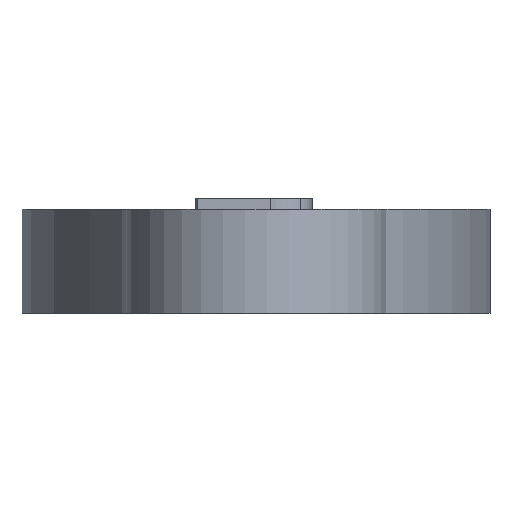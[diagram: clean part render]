
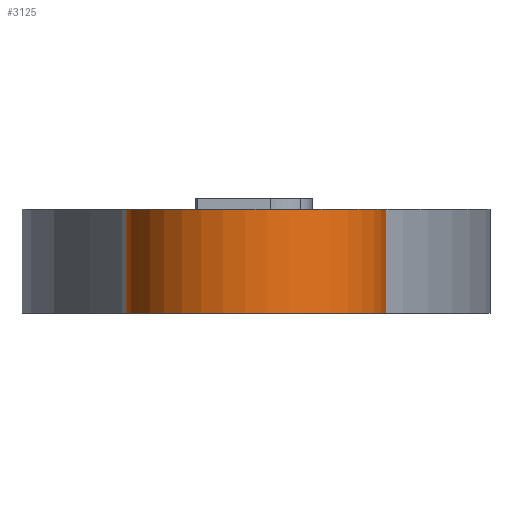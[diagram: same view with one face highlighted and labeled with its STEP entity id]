
A CAD part, left-side view. The second image highlights one B-rep face of the part: STEP entity #3125.
In plain terms, the highlighted cylindrical face has radius 12.5 mm (diameter 25 mm), a partial arc.
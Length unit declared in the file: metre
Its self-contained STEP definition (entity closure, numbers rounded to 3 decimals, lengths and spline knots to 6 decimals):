
#14=CYLINDRICAL_SURFACE('',#3333,0.0125);
#143=CIRCLE('',#3326,0.0125);
#145=CIRCLE('',#3330,0.0125);
#523=ORIENTED_EDGE('',*,*,#1489,.T.);
#524=ORIENTED_EDGE('',*,*,#1488,.F.);
#525=ORIENTED_EDGE('',*,*,#1483,.F.);
#526=ORIENTED_EDGE('',*,*,#1487,.T.);
#1483=EDGE_CURVE('',#1972,#1971,#143,.T.);
#1487=EDGE_CURVE('',#1972,#1976,#2199,.T.);
#1488=EDGE_CURVE('',#1971,#1975,#2200,.T.);
#1489=EDGE_CURVE('',#1976,#1975,#145,.T.);
#1971=VERTEX_POINT('',#4393);
#1972=VERTEX_POINT('',#4394);
#1975=VERTEX_POINT('',#4474);
#1976=VERTEX_POINT('',#4475);
#2199=LINE('',#4476,#2457);
#2200=LINE('',#4477,#2458);
#2457=VECTOR('',#3504,1.);
#2458=VECTOR('',#3505,1.);
#2687=EDGE_LOOP('',(#523,#524,#525,#526));
#2881=FACE_BOUND('',#2687,.T.);
#3125=ADVANCED_FACE('',(#2881),#14,.T.);
#3326=AXIS2_PLACEMENT_3D('',#4395,#3498,#3499);
#3330=AXIS2_PLACEMENT_3D('',#4479,#3508,#3509);
#3333=AXIS2_PLACEMENT_3D('',#4531,#3516,#3517);
#3498=DIRECTION('',(0.,0.,1.));
#3499=DIRECTION('',(1.,0.,0.));
#3504=DIRECTION('',(0.,0.,-1.));
#3505=DIRECTION('',(0.,0.,-1.));
#3508=DIRECTION('',(0.,0.,1.));
#3509=DIRECTION('',(1.,0.,0.));
#3516=DIRECTION('',(0.,0.,-1.));
#3517=DIRECTION('',(-1.,0.,0.));
#4393=CARTESIAN_POINT('',(-0.043647,-0.005476,0.01));
#4394=CARTESIAN_POINT('',(-0.043647,0.005476,0.01));
#4395=CARTESIAN_POINT('',(-0.054883,0.,0.01));
#4474=CARTESIAN_POINT('',(-0.043647,-0.005476,0.));
#4475=CARTESIAN_POINT('',(-0.043647,0.005476,0.));
#4476=CARTESIAN_POINT('',(-0.043647,0.005476,0.01));
#4477=CARTESIAN_POINT('',(-0.043647,-0.005476,0.01));
#4479=CARTESIAN_POINT('',(-0.054883,0.,0.));
#4531=CARTESIAN_POINT('',(-0.054883,0.,0.01));
